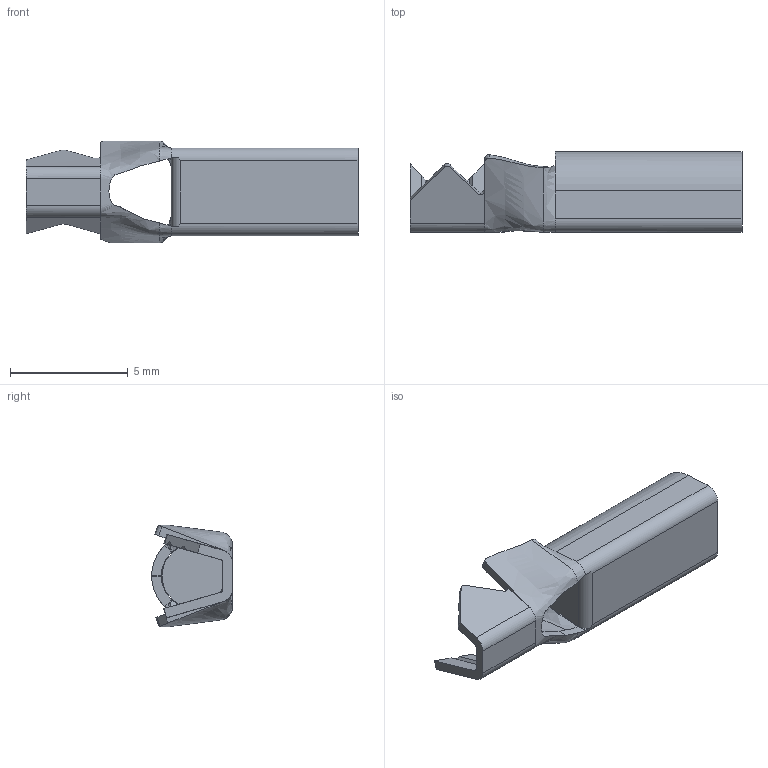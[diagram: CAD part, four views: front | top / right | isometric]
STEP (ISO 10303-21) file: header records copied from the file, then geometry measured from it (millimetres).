
FILE_DESCRIPTION (( 'STEP AP203' ), '1' );
FILE_NAME ('09446.STEP', '2015-02-05T14:35:00', ( '' ), ( '' ), 'SwSTEP 2.0', 'SolidWorks 2014', '' );
FILE_SCHEMA (( 'CONFIG_CONTROL_DESIGN' ));
Length unit declared in the file: inch
Products named in the file (1): 09446
Bounding box: 14.1 x 3.43 x 4.32 mm (x, y, z)
Volume: 52.2 mm3; surface area: 287.1 mm2
Topology: 1 solids, 1 shells, 132 faces, 369 edges, 237 vertices
Faces by surface type: plane 70, cylinder 31, cone 16, bspline 15
Entity records: 6342 total; most frequent: CARTESIAN_POINT 2987, ORIENTED_EDGE 738, DIRECTION 615, EDGE_CURVE 369, VERTEX_POINT 237, LINE 225, VECTOR 225, AXIS2_PLACEMENT_3D 195
